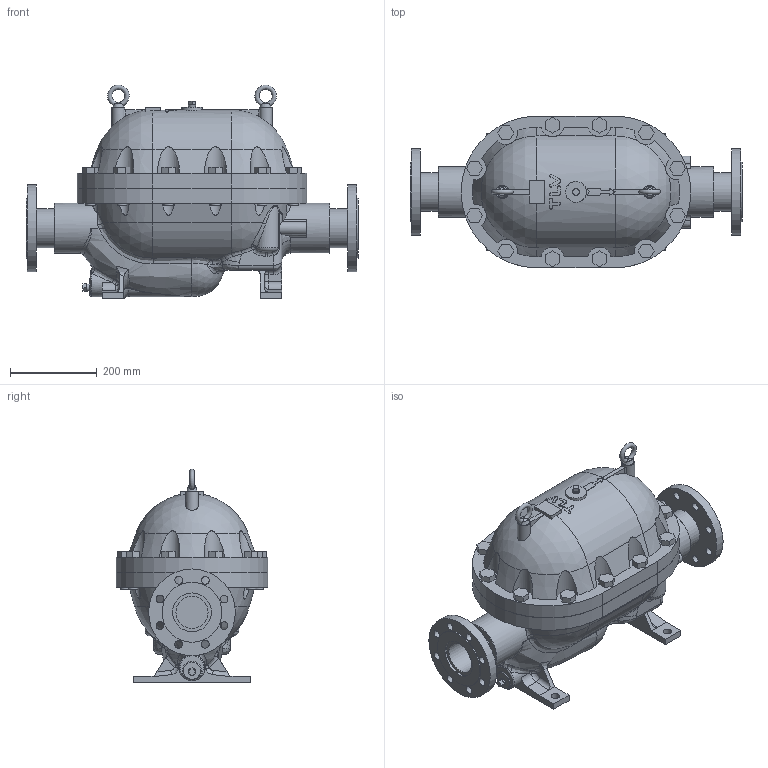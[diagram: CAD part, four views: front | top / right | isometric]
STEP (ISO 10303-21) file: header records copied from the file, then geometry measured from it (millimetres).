
FILE_DESCRIPTION(/* description */ (''),/* implementation_level */ '2;1');
FILE_NAME(/* name */ 'jl14x-080-e0025-00.stp',/* time_stamp */ '2015-07-22T15:30:53+09:00',/* author */ ('nakaot'),/* organization */ (''),/* preprocessor_version */ 'ST-DEVELOPER v15.6',/* originating_system */ 'Autodesk Inventor 2015',/* authorisation */ '');
FILE_SCHEMA (('CONFIG_CONTROL_DESIGN'));
Length unit declared in the file: millimetre
Products named in the file (1): jl14x-080-e0025-00
Bounding box: 766 x 350 x 493.48 mm (x, y, z)
Volume: 41639477.4 mm3; surface area: 1469351.8 mm2
Topology: 1 solids, 1 shells, 567 faces, 1417 edges, 912 vertices
Faces by surface type: plane 262, cylinder 165, bspline 81, cone 28, torus 16, sphere 15
Full cylindrical faces by diameter (mm): 10 x2, 10.4 x2, 18 x16, 19 x4, 22 x24, 25 x12, 30 x2, 40 x1, 48 x1, 73.9 x2, 83 x2, 89.1 x4, 116 x2, 138 x2, 200 x2
Entity records: 21126 total; most frequent: CARTESIAN_POINT 8462, ORIENTED_EDGE 2576, DIRECTION 2433, EDGE_CURVE 1286, AXIS2_PLACEMENT_3D 951, VERTEX_POINT 881, EDGE_LOOP 781, FACE_OUTER_BOUND 567
